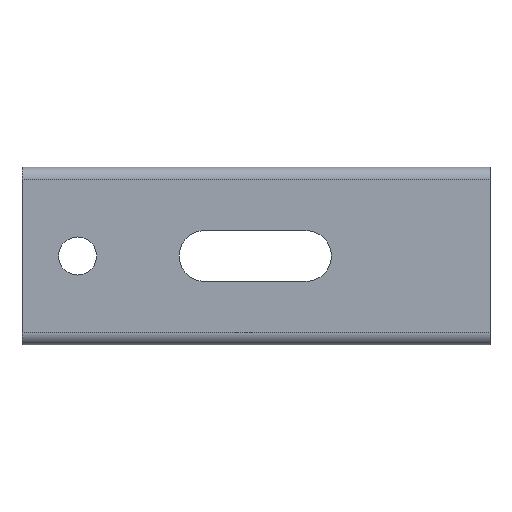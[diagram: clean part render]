
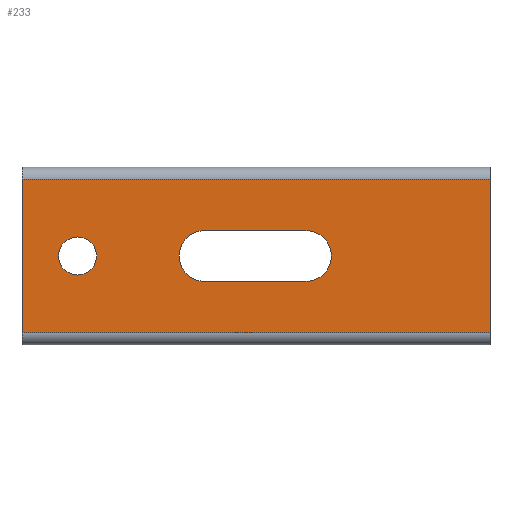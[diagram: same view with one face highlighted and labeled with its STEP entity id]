
A CAD part, front view. The second image highlights one B-rep face of the part: STEP entity #233.
In plain terms, the highlighted planar face has unit normal (0, -1, 0).
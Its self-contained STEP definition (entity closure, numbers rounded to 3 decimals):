
#16=CARTESIAN_POINT('',(1290.882,-3.0,-5714.659));
#17=VERTEX_POINT('',#16);
#18=CARTESIAN_POINT('',(1290.882,-3.0,-5666.132));
#19=VERTEX_POINT('',#18);
#20=CARTESIAN_POINT('',(1290.882,-3.0,-5654.326));
#21=DIRECTION('',(0.0,0.0,1.0));
#22=VECTOR('',#21,1.0);
#23=LINE('',#20,#22);
#24=EDGE_CURVE('no 537',#17,#19,#23,.T.);
#66=CARTESIAN_POINT('',(1438.382,-3.0,-5666.132));
#67=VERTEX_POINT('',#66);
#74=CARTESIAN_POINT('',(1438.382,-3.0,-5714.659));
#75=VERTEX_POINT('',#74);
#76=CARTESIAN_POINT('',(1438.382,-3.0,-5727.243));
#77=DIRECTION('',(0.0,0.0,-1.0));
#78=VECTOR('',#77,1.0);
#79=LINE('',#76,#78);
#80=EDGE_CURVE('no 649',#67,#75,#79,.T.);
#165=CARTESIAN_POINT('',(1300.882,-3.0,-5666.132));
#166=DIRECTION('',(1.0,0.0,0.0));
#167=VECTOR('',#166,1.0);
#168=LINE('',#165,#167);
#169=EDGE_CURVE('no 1100',#19,#67,#168,.T.);
#170=ORIENTED_EDGE('',*,*,#169,.F.);
#171=ORIENTED_EDGE('',*,*,#24,.F.);
#172=CARTESIAN_POINT('',(1300.882,-3.0,-5714.659));
#173=DIRECTION('',(-1.0,0.0,0.0));
#174=VECTOR('',#173,1.0);
#175=LINE('',#172,#174);
#176=EDGE_CURVE('no 758',#75,#17,#175,.T.);
#177=ORIENTED_EDGE('',*,*,#176,.F.);
#178=ORIENTED_EDGE('',*,*,#80,.F.);
#179=EDGE_LOOP('',(#170,#171,#177,#178));
#180=FACE_OUTER_BOUND('',#179,.T.);
#181=CARTESIAN_POINT('',(1308.382,-3.0,-5684.395));
#182=VERTEX_POINT('',#181);
#183=CARTESIAN_POINT('',(1308.382,-3.0,-5690.395));
#184=DIRECTION('',(0.0,1.0,0.0));
#185=DIRECTION('',(0.0,-0.0,1.0));
#186=AXIS2_PLACEMENT_3D('',#183,#184,#185);
#187=CIRCLE('',#186,6.0);
#188=EDGE_CURVE('no 426',#182,#182,#187,.T.);
#189=ORIENTED_EDGE('',*,*,#188,.T.);
#190=EDGE_LOOP('',(#189));
#191=FACE_BOUND('',#190,.T.);
#192=CARTESIAN_POINT('',(1380.382,-3.0,-5698.395));
#193=VERTEX_POINT('',#192);
#194=CARTESIAN_POINT('',(1348.382,-3.0,-5698.395));
#195=VERTEX_POINT('',#194);
#196=CARTESIAN_POINT('',(1380.382,-3.0,-5698.395));
#197=DIRECTION('',(-1.0,0.0,0.0));
#198=VECTOR('',#197,1.0);
#199=LINE('',#196,#198);
#200=EDGE_CURVE('no 328',#193,#195,#199,.T.);
#201=ORIENTED_EDGE('',*,*,#200,.T.);
#202=CARTESIAN_POINT('',(1348.382,-3.0,-5682.395));
#203=VERTEX_POINT('',#202);
#204=CARTESIAN_POINT('',(1348.382,-3.0,-5690.395));
#205=DIRECTION('',(0.0,1.0,0.0));
#206=DIRECTION('',(0.0,-0.0,1.0));
#207=AXIS2_PLACEMENT_3D('',#204,#205,#206);
#208=CIRCLE('',#207,8.0);
#209=EDGE_CURVE('no 324',#195,#203,#208,.T.);
#210=ORIENTED_EDGE('',*,*,#209,.T.);
#211=CARTESIAN_POINT('',(1380.382,-3.0,-5682.395));
#212=VERTEX_POINT('',#211);
#213=CARTESIAN_POINT('',(1380.382,-3.0,-5682.395));
#214=DIRECTION('',(1.0,0.0,0.0));
#215=VECTOR('',#214,1.0);
#216=LINE('',#213,#215);
#217=EDGE_CURVE('no 336',#203,#212,#216,.T.);
#218=ORIENTED_EDGE('',*,*,#217,.T.);
#219=CARTESIAN_POINT('',(1380.382,-3.0,-5690.395));
#220=DIRECTION('',(0.0,1.0,0.0));
#221=DIRECTION('',(0.0,-0.0,1.0));
#222=AXIS2_PLACEMENT_3D('',#219,#220,#221);
#223=CIRCLE('',#222,8.0);
#224=EDGE_CURVE('no 332',#212,#193,#223,.T.);
#225=ORIENTED_EDGE('',*,*,#224,.T.);
#226=EDGE_LOOP('',(#201,#210,#218,#225));
#227=FACE_BOUND('',#226,.T.);
#228=CARTESIAN_POINT('',(1300.882,-3.0,-5654.326));
#229=DIRECTION('',(0.0,1.0,0.0));
#230=DIRECTION('',(0.0,-0.0,1.0));
#231=AXIS2_PLACEMENT_3D('',#228,#229,#230);
#232=PLANE('',#231);
#233=ADVANCED_FACE('no 1',(#180,#191,#227),#232,.F.);
